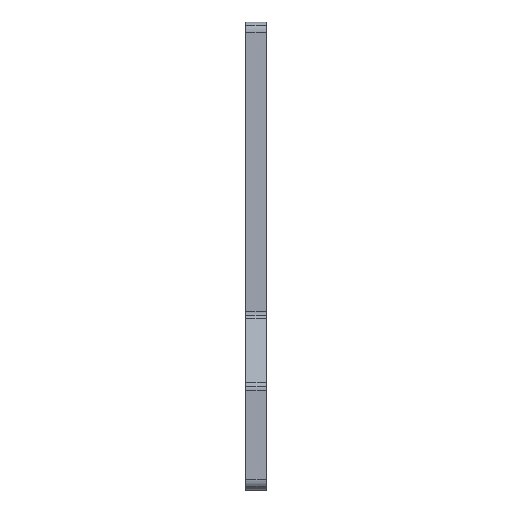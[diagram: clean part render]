
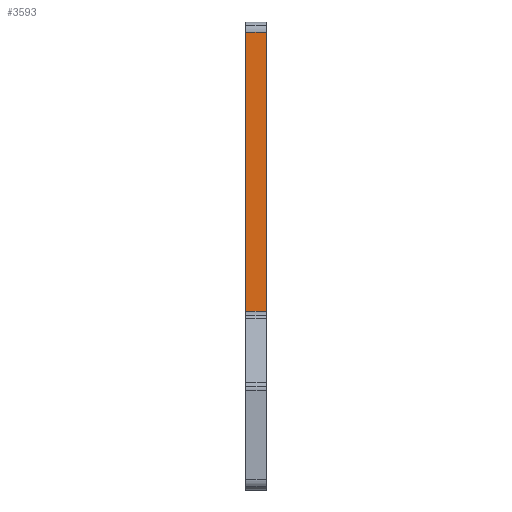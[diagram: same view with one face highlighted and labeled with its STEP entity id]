
A CAD part, left-side view. The second image highlights one B-rep face of the part: STEP entity #3593.
In plain terms, the highlighted planar face has unit normal (-1, 0, 0).
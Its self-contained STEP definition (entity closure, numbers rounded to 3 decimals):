
#689=CARTESIAN_POINT('',(-23.05,0.0,17.164));
#690=VERTEX_POINT('',#689);
#698=CARTESIAN_POINT('',(-23.05,2.0,17.164));
#699=VERTEX_POINT('',#698);
#700=CARTESIAN_POINT('',(-23.05,0.0,17.164));
#701=DIRECTION('',(0.0,1.0,0.0));
#702=VECTOR('',#701,2.0);
#703=LINE('',#700,#702);
#704=EDGE_CURVE('',#690,#699,#703,.T.);
#2993=CARTESIAN_POINT('',(-23.05,0.0,44.0));
#2994=VERTEX_POINT('',#2993);
#3002=CARTESIAN_POINT('',(-23.05,0.0,17.164));
#3003=DIRECTION('',(0.0,0.0,1.0));
#3004=VECTOR('',#3003,26.836);
#3005=LINE('',#3002,#3004);
#3006=EDGE_CURVE('',#690,#2994,#3005,.T.);
#3570=CARTESIAN_POINT('',(-23.05,0.0,45.0));
#3571=DIRECTION('',(-1.0,0.0,0.0));
#3572=DIRECTION('',(0.0,0.0,1.0));
#3573=AXIS2_PLACEMENT_3D('',#3570,#3571,#3572);
#3574=PLANE('',#3573);
#3575=ORIENTED_EDGE('',*,*,#704,.F.);
#3576=ORIENTED_EDGE('',*,*,#3006,.T.);
#3577=CARTESIAN_POINT('',(-23.05,2.0,44.0));
#3578=VERTEX_POINT('',#3577);
#3579=CARTESIAN_POINT('',(-23.05,2.0,44.0));
#3580=DIRECTION('',(0.0,-1.0,0.0));
#3581=VECTOR('',#3580,2.0);
#3582=LINE('',#3579,#3581);
#3583=EDGE_CURVE('',#3578,#2994,#3582,.T.);
#3584=ORIENTED_EDGE('',*,*,#3583,.F.);
#3585=CARTESIAN_POINT('',(-23.05,2.0,44.0));
#3586=DIRECTION('',(0.0,0.0,-1.0));
#3587=VECTOR('',#3586,26.836);
#3588=LINE('',#3585,#3587);
#3589=EDGE_CURVE('',#3578,#699,#3588,.T.);
#3590=ORIENTED_EDGE('',*,*,#3589,.T.);
#3591=EDGE_LOOP('',(#3575,#3576,#3584,#3590));
#3592=FACE_OUTER_BOUND('',#3591,.T.);
#3593=ADVANCED_FACE('',(#3592),#3574,.T.);
